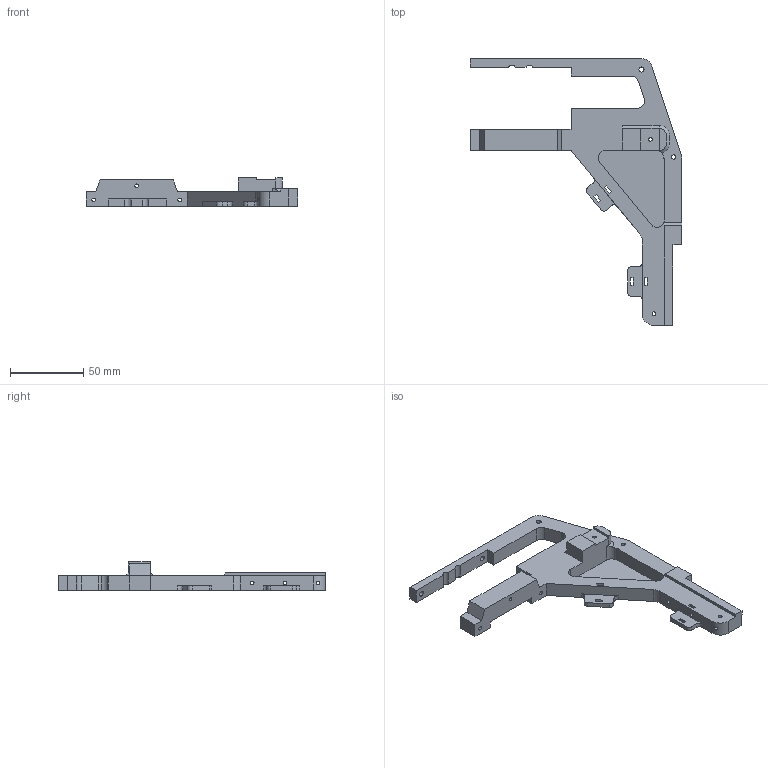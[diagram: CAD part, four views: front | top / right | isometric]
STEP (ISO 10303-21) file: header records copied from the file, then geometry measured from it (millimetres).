
FILE_DESCRIPTION (( 'STEP AP203' ), '1' );
FILE_NAME ('build platform-NE.STEP', '2018-03-13T17:39:15', ( '' ), ( '' ), 'SwSTEP 2.0', 'SolidWorks 2017', '' );
FILE_SCHEMA (( 'CONFIG_CONTROL_DESIGN' ));
Length unit declared in the file: millimetre
Products named in the file (1): build platform-NE
Bounding box: 144.4 x 182.21 x 19.5 mm (x, y, z)
Volume: 80501.9 mm3; surface area: 31459.8 mm2
Topology: 1 solids, 1 shells, 131 faces, 376 edges, 248 vertices
Faces by surface type: plane 76, cylinder 53, cone 2
Entity records: 4482 total; most frequent: CARTESIAN_POINT 808, ORIENTED_EDGE 752, DIRECTION 744, EDGE_CURVE 376, LINE 264, VECTOR 264, VERTEX_POINT 248, AXIS2_PLACEMENT_3D 240
